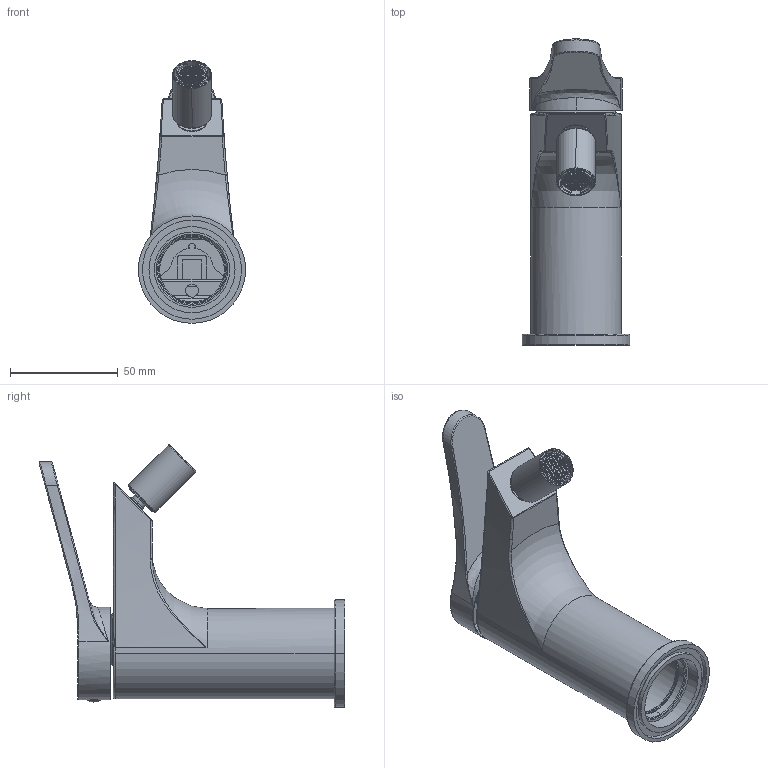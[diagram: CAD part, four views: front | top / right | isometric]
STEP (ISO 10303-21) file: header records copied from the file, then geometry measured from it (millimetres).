
FILE_DESCRIPTION((''),'2;1');
FILE_NAME('AKBR301','2021-05-24T15:14:11',('Michela Ferrini'),(''),'CREO PARAMETRIC BY PTC INC, 2020281','CREO PARAMETRIC BY PTC INC, 2020281','');
FILE_SCHEMA(('CONFIG_CONTROL_DESIGN'));
Length unit declared in the file: millimetre
Products named in the file (8): AKBR301C001; SCCMAC0006; AKBR005C001; SBTMAC0001; SSNMAC0001; SPLMAC0003; SARMAC0018; AKBR301
Assembly tree (7 placements, depth 2):
  AKBR301
    AKBR301C001
    SCCMAC0006
    AKBR005C001
    SBTMAC0001
    SSNMAC0001
    SPLMAC0003
    SARMAC0018
Bounding box: 49.8 x 141.93 x 121.88 mm (x, y, z)
Volume: 84207.7 mm3; surface area: 63978.6 mm2
Topology: 7 solids, 20 shells, 2366 faces, 5858 edges, 3707 vertices
Faces by surface type: plane 1176, cylinder 602, cone 377, torus 109, bspline 83, sphere 19
Entity records: 85705 total; most frequent: CARTESIAN_POINT 35614, ORIENTED_EDGE 11604, DIRECTION 8158, EDGE_CURVE 5838, VERTEX_POINT 3679, B_SPLINE_CURVE_WITH_KNOTS 3252, AXIS2_PLACEMENT_3D 3239, EDGE_LOOP 2568
